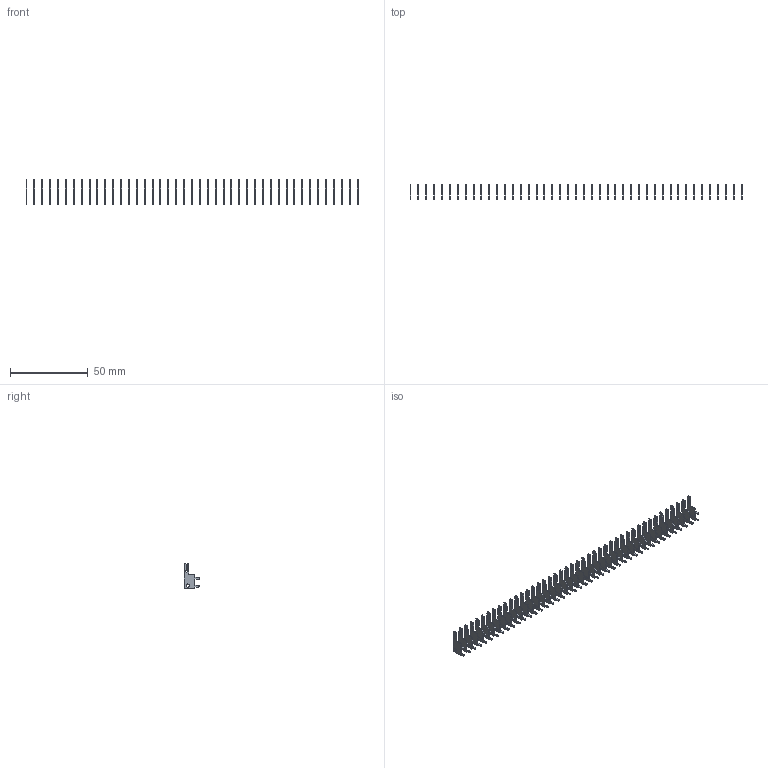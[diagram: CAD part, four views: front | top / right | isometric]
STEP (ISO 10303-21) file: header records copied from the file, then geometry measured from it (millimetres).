
FILE_DESCRIPTION (( 'STEP AP203' ), '1' );
FILE_NAME ('105-043-201-200.STEP', '2020-04-08T00:04:11', ( '' ), ( '' ), 'SwSTEP 2.0', 'SolidWorks 2016', '' );
FILE_SCHEMA (( 'CONFIG_CONTROL_DESIGN' ));
Length unit declared in the file: inch
Products named in the file (2): 105-043-201-200; 100-290-001_100-290-201
Assembly tree (43 placements, depth 2):
  105-043-201-200
    100-290-001_100-290-201  x43
Bounding box: 214 x 9.7 x 15.88 mm (x, y, z)
Volume: 2117.4 mm3; surface area: 8640.4 mm2
Topology: 43 solids, 43 shells, 1505 faces, 4257 edges, 2838 vertices
Faces by surface type: plane 1075, cylinder 430
Entity records: 2681 total; most frequent: DIRECTION 277, CARTESIAN_POINT 258, ORIENTED_EDGE 198, AXIS2_PLACEMENT_3D 101, EDGE_CURVE 99, CALENDAR_DATE 96, LOCAL_TIME 96, DATE_AND_TIME 96
